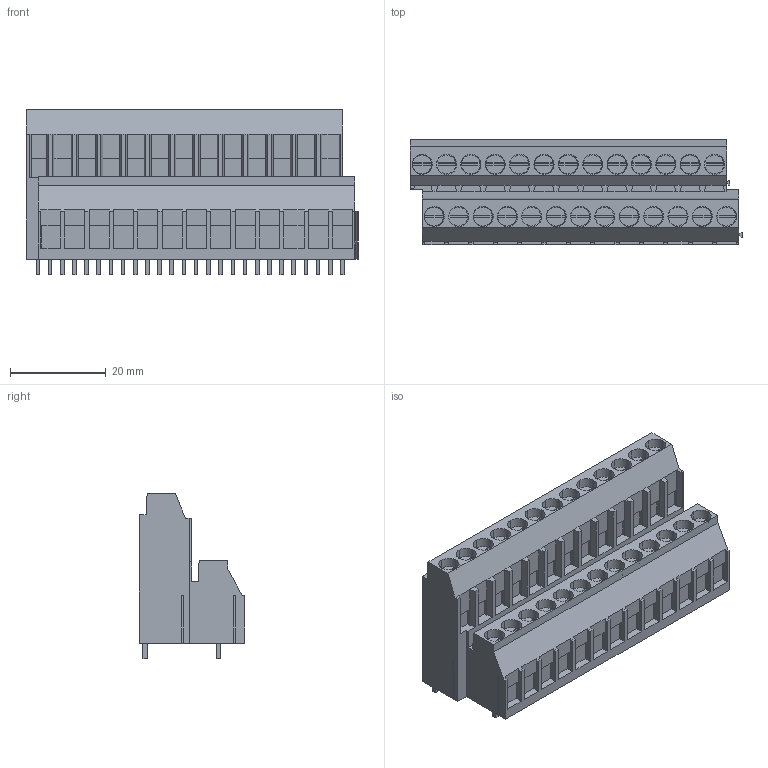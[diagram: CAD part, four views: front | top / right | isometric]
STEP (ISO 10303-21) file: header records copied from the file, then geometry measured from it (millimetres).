
FILE_DESCRIPTION(('CATIA V5 STEP','CAx-IF Rec.Pracs.--- Model Styling and Organization---1.4--- 2014-01-23'),'2;1');
FILE_NAME ('271986-1_0', '2024-03-18T12:50:23+00:00', ('none'), ('Weidmueller'), 'CATIA Version 5-6 Release 2016 SP3 HF44', 'CATIA V5 STEP AP214', 'none');
FILE_SCHEMA(('AUTOMOTIVE_DESIGN { 1 0 10303 214 1 1 1 1 }'));
Length unit declared in the file: millimetre
Products named in the file (1): 1977570000
Bounding box: 69.23 x 21.94 x 34.47 mm (x, y, z)
Volume: 28135.1 mm3; surface area: 13681.8 mm2
Topology: 53 solids, 53 shells, 1456 faces, 4176 edges, 2853 vertices
Faces by surface type: plane 1352, cylinder 104
Entity records: 43527 total; most frequent: CARTESIAN_POINT 8360, ORIENTED_EDGE 8352, DIRECTION 5495, EDGE_CURVE 4176, VECTOR 3691, LINE 3691, VERTEX_POINT 2853, EDGE_LOOP 1483
